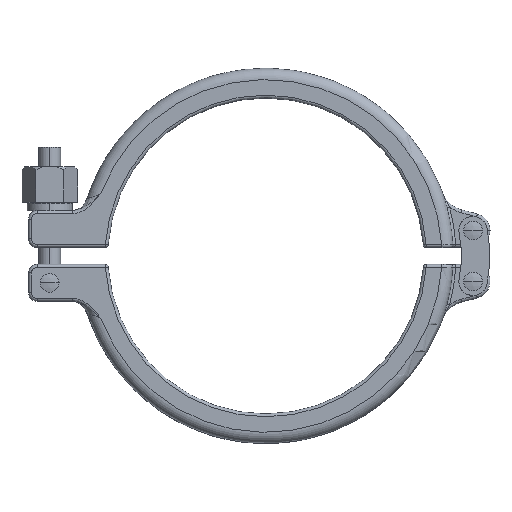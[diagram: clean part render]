
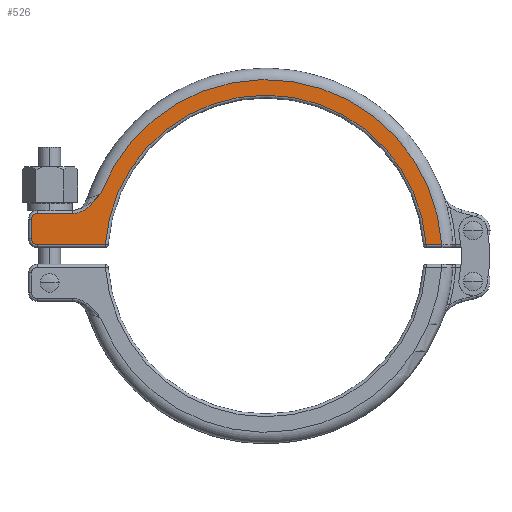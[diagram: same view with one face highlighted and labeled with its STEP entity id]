
A CAD part, top view. The second image highlights one B-rep face of the part: STEP entity #526.
In plain terms, the highlighted planar face has unit normal (0, 0, 1).
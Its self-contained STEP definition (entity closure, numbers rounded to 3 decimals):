
#33 = CARTESIAN_POINT ( 'NONE',  ( -66.589, 15.214, 8.5 ) ) ;
#494 = DIRECTION ( 'NONE',  ( 1., 0., 0. ) ) ;
#526 = ADVANCED_FACE ( 'NONE', ( #10809 ), #6594, .T. ) ;
#626 = AXIS2_PLACEMENT_3D ( 'NONE', #8997, #3901, #2949 ) ;
#711 = DIRECTION ( 'NONE',  ( 0., 0., 1. ) ) ;
#749 = ORIENTED_EDGE ( 'NONE', *, *, #2188, .T. ) ;
#766 = VERTEX_POINT ( 'NONE', #2092 ) ;
#864 = VERTEX_POINT ( 'NONE', #2559 ) ;
#897 = VECTOR ( 'NONE', #12212, 1000. ) ;
#988 = CARTESIAN_POINT ( 'NONE',  ( -67.901, 15., 8.5 ) ) ;
#1174 = CARTESIAN_POINT ( 'NONE',  ( -82.85, 13., 8.5 ) ) ;
#1287 = VECTOR ( 'NONE', #3426, 1000. ) ;
#1300 = CARTESIAN_POINT ( 'NONE',  ( -80.85, 15., 8.5 ) ) ;
#1347 = DIRECTION ( 'NONE',  ( 1., 0., 0. ) ) ;
#1505 = EDGE_LOOP ( 'NONE', ( #2159, #8636, #1915, #2974, #749, #4038, #8501, #12335, #11943 ) ) ;
#1878 = VERTEX_POINT ( 'NONE', #7258 ) ;
#1888 = CARTESIAN_POINT ( 'NONE',  ( -64.818, 15.829, 8.5 ) ) ;
#1915 = ORIENTED_EDGE ( 'NONE', *, *, #5950, .T. ) ;
#2091 = CARTESIAN_POINT ( 'NONE',  ( -68.44, 15., 8.5 ) ) ;
#2092 = CARTESIAN_POINT ( 'NONE',  ( 56.709, 4., 8.5 ) ) ;
#2159 = ORIENTED_EDGE ( 'NONE', *, *, #12175, .T. ) ;
#2188 = EDGE_CURVE ( 'NONE', #11140, #1878, #7300, .T. ) ;
#2289 = EDGE_CURVE ( 'NONE', #9053, #11140, #8901, .T. ) ;
#2559 = CARTESIAN_POINT ( 'NONE',  ( -68.44, 15., 8.5 ) ) ;
#2648 = VECTOR ( 'NONE', #494, 1000. ) ;
#2949 = DIRECTION ( 'NONE',  ( 1., 0., 0. ) ) ;
#2970 = CARTESIAN_POINT ( 'NONE',  ( -80.85, 15., 8.5 ) ) ;
#2974 = ORIENTED_EDGE ( 'NONE', *, *, #2289, .T. ) ;
#2984 = CARTESIAN_POINT ( 'NONE',  ( 0., 0., 8.5 ) ) ;
#3057 = CARTESIAN_POINT ( 'NONE',  ( -62.996, 16.95, 8.5 ) ) ;
#3426 = DIRECTION ( 'NONE',  ( 1., 0., 0. ) ) ;
#3901 = DIRECTION ( 'NONE',  ( 0., 0., 1. ) ) ;
#3963 = EDGE_CURVE ( 'NONE', #11459, #10444, #6545, .T. ) ;
#4038 = ORIENTED_EDGE ( 'NONE', *, *, #6079, .T. ) ;
#4142 = CARTESIAN_POINT ( 'NONE',  ( -59.998, 19.933, 8.5 ) ) ;
#4213 = CARTESIAN_POINT ( 'NONE',  ( -58.34, 22., 8.5 ) ) ;
#5102 = CARTESIAN_POINT ( 'NONE',  ( -61.033, 18.731, 8.5 ) ) ;
#5159 = CARTESIAN_POINT ( 'NONE',  ( -65.819, 15.436, 8.5 ) ) ;
#5442 = LINE ( 'NONE', #9592, #2648 ) ;
#5771 = EDGE_CURVE ( 'NONE', #766, #9045, #5442, .T. ) ;
#5937 = B_SPLINE_CURVE_WITH_KNOTS ( 'NONE', 3,
 ( #4213, #13402, #8088, #12235, #4142, #5102, #9252, #3057, #11281, #11217, #1888, #10326, #5159, #9179, #33, #11418, #988, #2091 ),
 .UNSPECIFIED., .F., .F.,
 ( 4, 2, 2, 2, 2, 2, 2, 2, 4 ),
 ( 0., 0.002, 0.003, 0.006, 0.008, 0.009, 0.01, 0.011, 0.013 ),
 .UNSPECIFIED. ) ;
#5950 = EDGE_CURVE ( 'NONE', #864, #9053, #8065, .T. ) ;
#6079 = EDGE_CURVE ( 'NONE', #1878, #11459, #8087, .T. ) ;
#6279 = DIRECTION ( 'NONE',  ( 1., 0., 0. ) ) ;
#6346 = DIRECTION ( 'NONE',  ( 0., 0., 1. ) ) ;
#6361 = EDGE_CURVE ( 'NONE', #9465, #864, #5937, .T. ) ;
#6486 = CARTESIAN_POINT ( 'NONE',  ( -58.34, 22., 8.5 ) ) ;
#6500 = VECTOR ( 'NONE', #10562, 1000. ) ;
#6545 = LINE ( 'NONE', #8725, #1287 ) ;
#6594 = PLANE ( 'NONE',  #8217 ) ;
#7119 = DIRECTION ( 'NONE',  ( 1., 0., 0. ) ) ;
#7255 = AXIS2_PLACEMENT_3D ( 'NONE', #2984, #711, #7119 ) ;
#7258 = CARTESIAN_POINT ( 'NONE',  ( -82.85, 6., 8.5 ) ) ;
#7300 = LINE ( 'NONE', #10357, #6500 ) ;
#7815 = DIRECTION ( 'NONE',  ( 0., 0., 1. ) ) ;
#8065 = LINE ( 'NONE', #2970, #897 ) ;
#8087 = CIRCLE ( 'NONE', #12647, 2. ) ;
#8088 = CARTESIAN_POINT ( 'NONE',  ( -58.998, 21.169, 8.5 ) ) ;
#8217 = AXIS2_PLACEMENT_3D ( 'NONE', #9673, #7815, #1347 ) ;
#8501 = ORIENTED_EDGE ( 'NONE', *, *, #3963, .T. ) ;
#8636 = ORIENTED_EDGE ( 'NONE', *, *, #6361, .T. ) ;
#8725 = CARTESIAN_POINT ( 'NONE',  ( -55.769, 4., 8.5 ) ) ;
#8901 = CIRCLE ( 'NONE', #626, 2. ) ;
#8997 = CARTESIAN_POINT ( 'NONE',  ( -80.85, 13., 8.5 ) ) ;
#9045 = VERTEX_POINT ( 'NONE', #12605 ) ;
#9053 = VERTEX_POINT ( 'NONE', #1300 ) ;
#9179 = CARTESIAN_POINT ( 'NONE',  ( -66.331, 15.28, 8.5 ) ) ;
#9213 = AXIS2_PLACEMENT_3D ( 'NONE', #9907, #13103, #13032 ) ;
#9252 = CARTESIAN_POINT ( 'NONE',  ( -61.762, 17.966, 8.5 ) ) ;
#9432 = CIRCLE ( 'NONE', #7255, 62.35 ) ;
#9465 = VERTEX_POINT ( 'NONE', #6486 ) ;
#9556 = CARTESIAN_POINT ( 'NONE',  ( -80.85, 6., 8.5 ) ) ;
#9592 = CARTESIAN_POINT ( 'NONE',  ( 62.278, 4., 8.5 ) ) ;
#9673 = CARTESIAN_POINT ( 'NONE',  ( 0., 0., 8.5 ) ) ;
#9907 = CARTESIAN_POINT ( 'NONE',  ( 0., 0., 8.5 ) ) ;
#10326 = CARTESIAN_POINT ( 'NONE',  ( -65.564, 15.526, 8.5 ) ) ;
#10357 = CARTESIAN_POINT ( 'NONE',  ( -82.85, 6., 8.5 ) ) ;
#10444 = VERTEX_POINT ( 'NONE', #11900 ) ;
#10483 = CARTESIAN_POINT ( 'NONE',  ( -80.85, 4., 8.5 ) ) ;
#10562 = DIRECTION ( 'NONE',  ( 0., -1., 0. ) ) ;
#10809 = FACE_OUTER_BOUND ( 'NONE', #1505, .T. ) ;
#11140 = VERTEX_POINT ( 'NONE', #1174 ) ;
#11217 = CARTESIAN_POINT ( 'NONE',  ( -64.344, 16.073, 8.5 ) ) ;
#11281 = CARTESIAN_POINT ( 'NONE',  ( -63.434, 16.632, 8.5 ) ) ;
#11418 = CARTESIAN_POINT ( 'NONE',  ( -67.371, 15.056, 8.5 ) ) ;
#11459 = VERTEX_POINT ( 'NONE', #10483 ) ;
#11606 = CIRCLE ( 'NONE', #9213, 56.85 ) ;
#11900 = CARTESIAN_POINT ( 'NONE',  ( -56.709, 4., 8.5 ) ) ;
#11943 = ORIENTED_EDGE ( 'NONE', *, *, #5771, .T. ) ;
#12175 = EDGE_CURVE ( 'NONE', #9045, #9465, #9432, .T. ) ;
#12212 = DIRECTION ( 'NONE',  ( -1., 0., 0. ) ) ;
#12235 = CARTESIAN_POINT ( 'NONE',  ( -59.662, 20.343, 8.5 ) ) ;
#12335 = ORIENTED_EDGE ( 'NONE', *, *, #12446, .T. ) ;
#12446 = EDGE_CURVE ( 'NONE', #10444, #766, #11606, .T. ) ;
#12605 = CARTESIAN_POINT ( 'NONE',  ( 62.222, 4., 8.5 ) ) ;
#12647 = AXIS2_PLACEMENT_3D ( 'NONE', #9556, #6346, #6279 ) ;
#13032 = DIRECTION ( 'NONE',  ( 1., 0., 0. ) ) ;
#13103 = DIRECTION ( 'NONE',  ( 0., 0., -1. ) ) ;
#13402 = CARTESIAN_POINT ( 'NONE',  ( -58.668, 21.586, 8.5 ) ) ;
